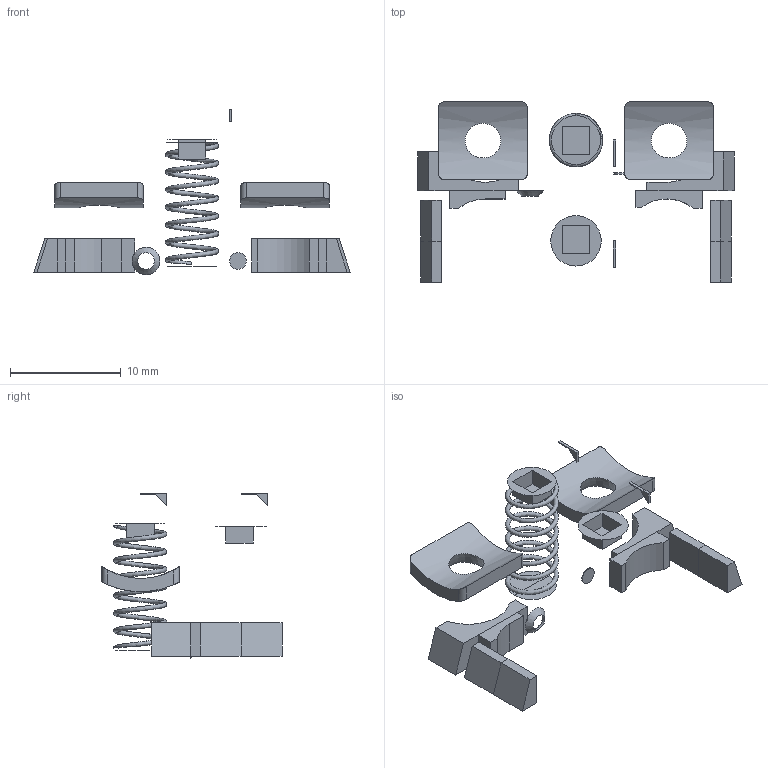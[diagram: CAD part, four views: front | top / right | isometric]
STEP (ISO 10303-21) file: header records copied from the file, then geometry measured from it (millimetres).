
FILE_DESCRIPTION(/* description */ (''),/* implementation_level */ '2;1');
FILE_NAME(/* name */ 'MT97_ipt.stp',/* time_stamp */ '2016-05-09T11:11:19+02:00',/* author */ ('thagel'),/* organization */ (''),/* preprocessor_version */ 'ST-DEVELOPER v15.2',/* originating_system */ 'Autodesk Inventor 2014',/* authorisation */ '');
FILE_SCHEMA (('AUTOMOTIVE_DESIGN { 1 0 10303 214 3 1 1 }'));
Length unit declared in the file: centimetre
Products named in the file (1): 3D-Zeichnungen vereinfacht für Kunden
Bounding box: 28.56 x 16.25 x 14.95 mm (x, y, z)
Volume: 314.1 mm3; surface area: 982.1 mm2
Topology: 11 solids, 14 shells, 113 faces, 262 edges, 173 vertices
Faces by surface type: plane 87, cylinder 18, cone 4, torus 3, bspline 1
Full cylindrical faces by diameter (mm): 1.5 x2
Entity records: 39796 total; most frequent: CARTESIAN_POINT 16279, ORIENTED_EDGE 5268, DIRECTION 4319, EDGE_CURVE 2622, LINE 1717, VECTOR 1717, VERTEX_POINT 1703, AXIS2_PLACEMENT_3D 1301
